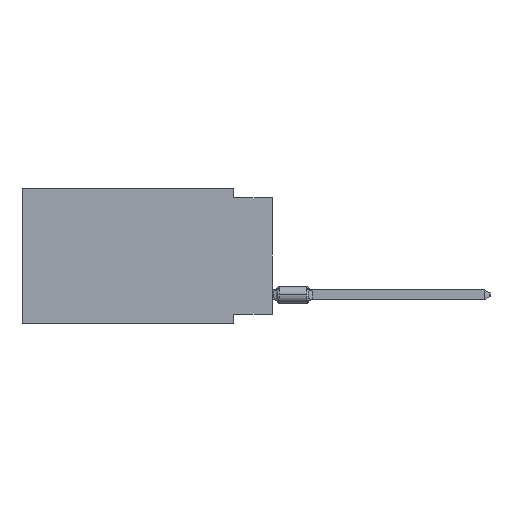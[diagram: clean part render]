
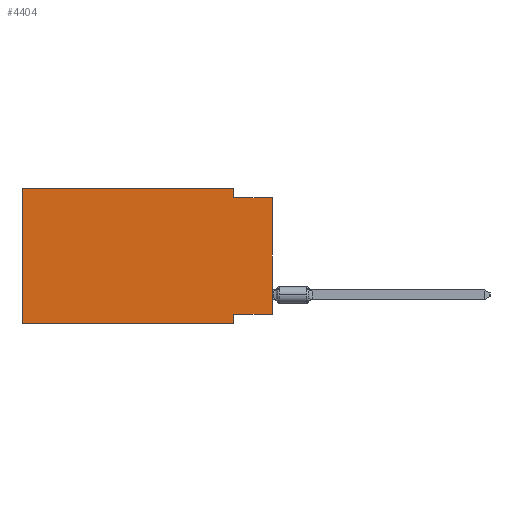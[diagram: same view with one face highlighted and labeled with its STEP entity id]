
A CAD part, left-side view. The second image highlights one B-rep face of the part: STEP entity #4404.
In plain terms, the highlighted planar face has unit normal (-1, 0, 0).
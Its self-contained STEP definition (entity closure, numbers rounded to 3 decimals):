
#434 = CARTESIAN_POINT ( 'NONE',  ( 0., 2.54, -8.89 ) ) ;
#1983 = ORIENTED_EDGE ( 'NONE', *, *, #9316, .F. ) ;
#2401 = CARTESIAN_POINT ( 'NONE',  ( 0., 16.383, 0. ) ) ;
#4404 = ADVANCED_FACE ( 'NONE', ( #6356 ), #23390, .F. ) ;
#5080 = CARTESIAN_POINT ( 'NONE',  ( 0., 2.54, -8.89 ) ) ;
#5820 = VERTEX_POINT ( 'NONE', #23089 ) ;
#6356 = FACE_OUTER_BOUND ( 'NONE', #44288, .T. ) ;
#6639 = DIRECTION ( 'NONE',  ( 0., 0., -1. ) ) ;
#6715 = VERTEX_POINT ( 'NONE', #30427 ) ;
#7903 = DIRECTION ( 'NONE',  ( 0., 0., 1. ) ) ;
#8258 = EDGE_CURVE ( 'NONE', #19506, #15340, #42392, .T. ) ;
#9316 = EDGE_CURVE ( 'NONE', #15340, #11888, #17080, .T. ) ;
#9719 = CARTESIAN_POINT ( 'NONE',  ( 0., 16.383, 0. ) ) ;
#10817 = DIRECTION ( 'NONE',  ( 1., 0., 0. ) ) ;
#11788 = AXIS2_PLACEMENT_3D ( 'NONE', #49075, #10817, #6639 ) ;
#11888 = VERTEX_POINT ( 'NONE', #434 ) ;
#12356 = CARTESIAN_POINT ( 'NONE',  ( 0., 0., 0. ) ) ;
#14859 = EDGE_CURVE ( 'NONE', #5820, #37315, #31513, .T. ) ;
#15311 = EDGE_CURVE ( 'NONE', #53762, #11888, #22493, .T. ) ;
#15340 = VERTEX_POINT ( 'NONE', #36990 ) ;
#16112 = DIRECTION ( 'NONE',  ( 0., 1., 0. ) ) ;
#17080 = LINE ( 'NONE', #5080, #19103 ) ;
#17221 = VECTOR ( 'NONE', #16112, 1000. ) ;
#17431 = ORIENTED_EDGE ( 'NONE', *, *, #51131, .F. ) ;
#17930 = LINE ( 'NONE', #25778, #53431 ) ;
#19103 = VECTOR ( 'NONE', #30777, 1000. ) ;
#19506 = VERTEX_POINT ( 'NONE', #36826 ) ;
#20582 = CARTESIAN_POINT ( 'NONE',  ( 0., 0., -8.255 ) ) ;
#21137 = ORIENTED_EDGE ( 'NONE', *, *, #15311, .T. ) ;
#22493 = LINE ( 'NONE', #52111, #30386 ) ;
#23089 = CARTESIAN_POINT ( 'NONE',  ( 0., 16.383, 0. ) ) ;
#23390 = PLANE ( 'NONE',  #11788 ) ;
#25389 = ORIENTED_EDGE ( 'NONE', *, *, #45090, .T. ) ;
#25482 = DIRECTION ( 'NONE',  ( 0., 0., -1. ) ) ;
#25778 = CARTESIAN_POINT ( 'NONE',  ( 0., 0., -0.635 ) ) ;
#26524 = VECTOR ( 'NONE', #7903, 1000. ) ;
#27012 = CARTESIAN_POINT ( 'NONE',  ( 0., 0., -0.635 ) ) ;
#27320 = EDGE_CURVE ( 'NONE', #53762, #5820, #48226, .T. ) ;
#28137 = ORIENTED_EDGE ( 'NONE', *, *, #27320, .F. ) ;
#29950 = CARTESIAN_POINT ( 'NONE',  ( 0., 2.54, 0. ) ) ;
#30386 = VECTOR ( 'NONE', #30897, 1000. ) ;
#30427 = CARTESIAN_POINT ( 'NONE',  ( 0., 2.54, -0.635 ) ) ;
#30777 = DIRECTION ( 'NONE',  ( 0., 0., -1. ) ) ;
#30897 = DIRECTION ( 'NONE',  ( 0., -1., 0. ) ) ;
#31180 = DIRECTION ( 'NONE',  ( 0., 0., 1. ) ) ;
#31513 = LINE ( 'NONE', #9719, #32148 ) ;
#32148 = VECTOR ( 'NONE', #44630, 1000. ) ;
#32775 = LINE ( 'NONE', #12356, #26524 ) ;
#34167 = DIRECTION ( 'NONE',  ( 0., -1., 0. ) ) ;
#35264 = EDGE_CURVE ( 'NONE', #6715, #37323, #17930, .T. ) ;
#35818 = VECTOR ( 'NONE', #31180, 1000. ) ;
#36826 = CARTESIAN_POINT ( 'NONE',  ( 0., 0., -8.255 ) ) ;
#36990 = CARTESIAN_POINT ( 'NONE',  ( 0., 2.54, -8.255 ) ) ;
#37315 = VERTEX_POINT ( 'NONE', #40397 ) ;
#37323 = VERTEX_POINT ( 'NONE', #27012 ) ;
#38888 = VECTOR ( 'NONE', #25482, 1000. ) ;
#40397 = CARTESIAN_POINT ( 'NONE',  ( 0., 2.54, 0. ) ) ;
#42392 = LINE ( 'NONE', #20582, #17221 ) ;
#42805 = LINE ( 'NONE', #29950, #38888 ) ;
#44288 = EDGE_LOOP ( 'NONE', ( #25389, #52803, #17431, #54486, #28137, #21137, #1983, #45560 ) ) ;
#44630 = DIRECTION ( 'NONE',  ( 0., -1., 0. ) ) ;
#45090 = EDGE_CURVE ( 'NONE', #19506, #37323, #32775, .T. ) ;
#45560 = ORIENTED_EDGE ( 'NONE', *, *, #8258, .F. ) ;
#48226 = LINE ( 'NONE', #2401, #35818 ) ;
#49075 = CARTESIAN_POINT ( 'NONE',  ( 0., 16.383, 0. ) ) ;
#51131 = EDGE_CURVE ( 'NONE', #37315, #6715, #42805, .T. ) ;
#51732 = CARTESIAN_POINT ( 'NONE',  ( 0., 16.383, -8.89 ) ) ;
#52111 = CARTESIAN_POINT ( 'NONE',  ( 0., 16.383, -8.89 ) ) ;
#52803 = ORIENTED_EDGE ( 'NONE', *, *, #35264, .F. ) ;
#53431 = VECTOR ( 'NONE', #34167, 1000. ) ;
#53762 = VERTEX_POINT ( 'NONE', #51732 ) ;
#54486 = ORIENTED_EDGE ( 'NONE', *, *, #14859, .F. ) ;
